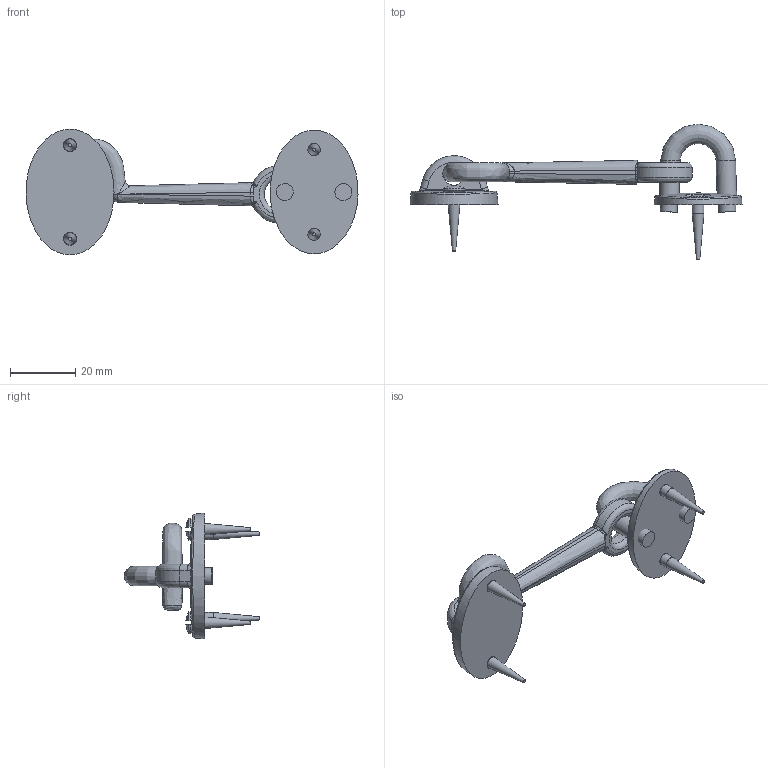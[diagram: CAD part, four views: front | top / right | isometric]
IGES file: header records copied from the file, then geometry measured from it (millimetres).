
Global section: file name: P7100-C; native system: Autodesk Inventor 2018; preprocessor: unknown; author: aduggalther; date: 20180911.143501; units: millimetre
Bounding box: 102.01 x 41.73 x 38.65 mm (x, y, z)
Volume: 11940.1 mm3; surface area: 8854.2 mm2
Topology: 9 solids, 10 shells, 146 faces, 377 edges, 239 vertices
Faces by surface type: bspline 146
